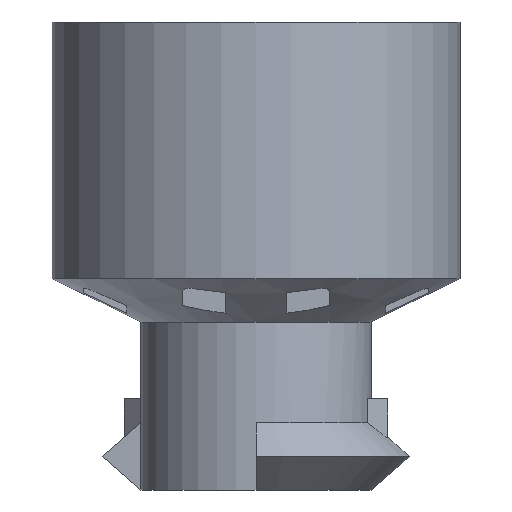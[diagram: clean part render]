
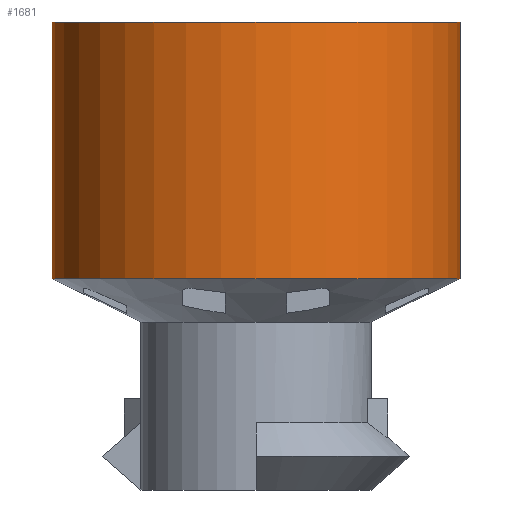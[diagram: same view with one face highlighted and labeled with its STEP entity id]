
A CAD part, front view. The second image highlights one B-rep face of the part: STEP entity #1681.
In plain terms, the highlighted cylindrical face has radius 8.5 mm (diameter 17 mm), a full revolution.
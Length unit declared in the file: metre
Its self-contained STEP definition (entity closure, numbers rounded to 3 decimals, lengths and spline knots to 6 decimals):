
#80=CIRCLE('',#1809,0.0085);
#81=CIRCLE('',#1811,0.0085);
#111=CYLINDRICAL_SURFACE('',#1810,0.0085);
#223=ORIENTED_EDGE('',*,*,#718,.T.);
#224=ORIENTED_EDGE('',*,*,#717,.F.);
#717=EDGE_CURVE('',#962,#962,#80,.T.);
#718=EDGE_CURVE('',#963,#963,#81,.T.);
#962=VERTEX_POINT('',#2689);
#963=VERTEX_POINT('',#2692);
#1382=EDGE_LOOP('',(#223));
#1383=EDGE_LOOP('',(#224));
#1500=FACE_BOUND('',#1382,.T.);
#1501=FACE_BOUND('',#1383,.T.);
#1681=ADVANCED_FACE('',(#1500,#1501),#111,.T.);
#1809=AXIS2_PLACEMENT_3D('',#2688,#2020,#2021);
#1810=AXIS2_PLACEMENT_3D('',#2690,#2022,#2023);
#1811=AXIS2_PLACEMENT_3D('',#2691,#2024,#2025);
#2020=DIRECTION('',(0.,0.,-1.));
#2021=DIRECTION('',(0.,1.,0.));
#2022=DIRECTION('',(0.,0.,-1.));
#2023=DIRECTION('',(0.,1.,0.));
#2024=DIRECTION('',(0.,0.,-1.));
#2025=DIRECTION('',(0.,1.,0.));
#2688=CARTESIAN_POINT('',(0.,0.,0.0088));
#2689=CARTESIAN_POINT('',(0.,0.0085,0.0088));
#2690=CARTESIAN_POINT('',(0.,0.,0.));
#2691=CARTESIAN_POINT('',(0.,0.,0.0195));
#2692=CARTESIAN_POINT('',(0.,0.0085,0.0195));
